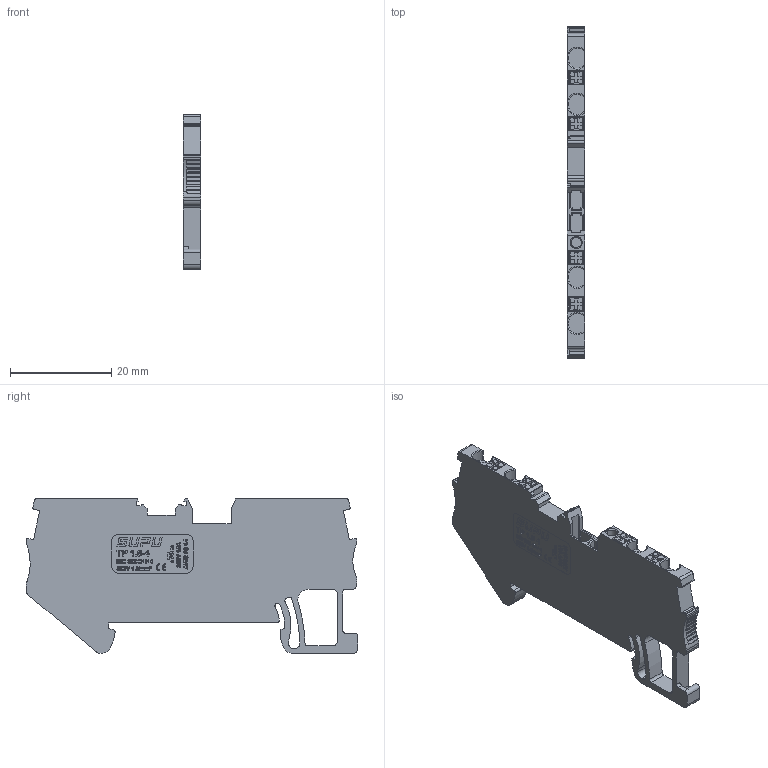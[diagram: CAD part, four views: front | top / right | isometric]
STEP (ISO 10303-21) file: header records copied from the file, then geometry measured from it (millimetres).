
FILE_DESCRIPTION(/* description */ (''),/* implementation_level */ '2;1');
FILE_NAME(/* name */ 'TP1.5-4-GY无细节.stp',/* time_stamp */ '2023-12-13T13:56:46+08:00',/* author */ (''),/* organization */ (''),/* preprocessor_version */ 'ST-DEVELOPER v16',/* originating_system */ 'SIEMENS PLM Software NX 10.0',/* authorisation */ '');
FILE_SCHEMA (('CONFIG_CONTROL_DESIGN'));
Products named in the file (1): TP1.5-4-GY_stp
Bounding box: 3.5 x 65.4 x 30.5 mm (x, y, z)
Volume: 4928.3 mm3; surface area: 4395.9 mm2
Topology: 1 solids, 1 shells, 1855 faces, 5331 edges, 3565 vertices
Faces by surface type: plane 1646, cylinder 117, extrusion 59, cone 25, torus 8
Full cylindrical faces by diameter (mm): 0.7 x4, 2 x1
Entity records: 60626 total; most frequent: CARTESIAN_POINT 11965, ORIENTED_EDGE 10648, DIRECTION 9073, EDGE_CURVE 5324, VECTOR 4873, LINE 4814, VERTEX_POINT 3564, AXIS2_PLACEMENT_3D 2100
